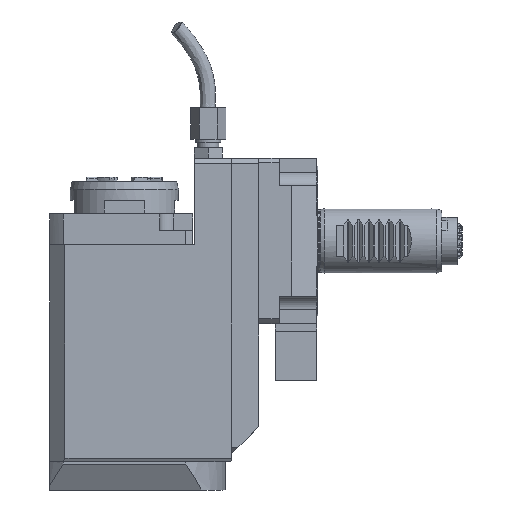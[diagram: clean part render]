
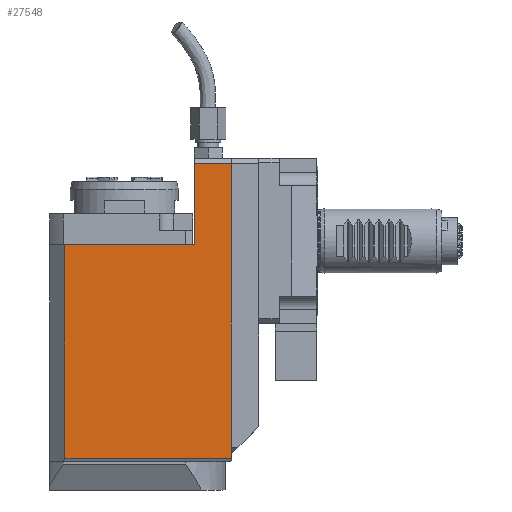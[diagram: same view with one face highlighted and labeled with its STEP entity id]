
A CAD part, left-side view. The second image highlights one B-rep face of the part: STEP entity #27548.
In plain terms, the highlighted planar face has unit normal (-1, 0, 0).
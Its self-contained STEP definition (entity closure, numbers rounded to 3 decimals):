
#1154 = VERTEX_POINT ( 'NONE', #22312 ) ;
#1270 = VERTEX_POINT ( 'NONE', #15306 ) ;
#1330 = ORIENTED_EDGE ( 'NONE', *, *, #14612, .T. ) ;
#2271 = ORIENTED_EDGE ( 'NONE', *, *, #29159, .T. ) ;
#2550 = ORIENTED_EDGE ( 'NONE', *, *, #12647, .F. ) ;
#3725 = VECTOR ( 'NONE', #19456, 1000. ) ;
#5740 = CARTESIAN_POINT ( 'NONE',  ( -32., 75., -1.5 ) ) ;
#5983 = VECTOR ( 'NONE', #28689, 1000. ) ;
#7674 = DIRECTION ( 'NONE',  ( 0., 0., -1. ) ) ;
#8088 = ORIENTED_EDGE ( 'NONE', *, *, #9997, .F. ) ;
#8759 = CARTESIAN_POINT ( 'NONE',  ( -32., 81., -1.5 ) ) ;
#9473 = CARTESIAN_POINT ( 'NONE',  ( -32., 25., -1.5 ) ) ;
#9977 = VERTEX_POINT ( 'NONE', #9473 ) ;
#9997 = EDGE_CURVE ( 'NONE', #14190, #9977, #32741, .T. ) ;
#10785 = DIRECTION ( 'NONE',  ( 0., 0., -1. ) ) ;
#10845 = CARTESIAN_POINT ( 'NONE',  ( -32., 25., 30. ) ) ;
#12647 = EDGE_CURVE ( 'NONE', #9977, #15637, #15847, .T. ) ;
#12730 = VECTOR ( 'NONE', #34203, 1000. ) ;
#13420 = LINE ( 'NONE', #24159, #13697 ) ;
#13697 = VECTOR ( 'NONE', #7674, 1000. ) ;
#14190 = VERTEX_POINT ( 'NONE', #5740 ) ;
#14612 = EDGE_CURVE ( 'NONE', #14190, #27074, #31307, .T. ) ;
#15306 = CARTESIAN_POINT ( 'NONE',  ( -32., 10.5, -84.201 ) ) ;
#15637 = VERTEX_POINT ( 'NONE', #10845 ) ;
#15721 = VECTOR ( 'NONE', #10785, 1000. ) ;
#15847 = LINE ( 'NONE', #18301, #23894 ) ;
#16195 = DIRECTION ( 'NONE',  ( 0., 0., 1. ) ) ;
#17105 = EDGE_CURVE ( 'NONE', #1154, #21258, #31969, .T. ) ;
#17669 = ORIENTED_EDGE ( 'NONE', *, *, #21271, .T. ) ;
#18301 = CARTESIAN_POINT ( 'NONE',  ( -32., 25., -1.5 ) ) ;
#19004 = DIRECTION ( 'NONE',  ( 0., 0., -1. ) ) ;
#19456 = DIRECTION ( 'NONE',  ( 0., -1., 0. ) ) ;
#19528 = PLANE ( 'NONE',  #25860 ) ;
#19747 = LINE ( 'NONE', #25184, #25868 ) ;
#20394 = CARTESIAN_POINT ( 'NONE',  ( -32., 52., -84.201 ) ) ;
#20891 = CARTESIAN_POINT ( 'NONE',  ( -32., 10.5, -80. ) ) ;
#21258 = VERTEX_POINT ( 'NONE', #20891 ) ;
#21271 = EDGE_CURVE ( 'NONE', #27074, #1270, #23537, .T. ) ;
#21606 = FACE_OUTER_BOUND ( 'NONE', #21794, .T. ) ;
#21617 = EDGE_CURVE ( 'NONE', #21258, #1270, #13420, .T. ) ;
#21794 = EDGE_LOOP ( 'NONE', ( #1330, #17669, #24921, #29612, #2271, #2550, #8088 ) ) ;
#22312 = CARTESIAN_POINT ( 'NONE',  ( -32., 10.5, 30. ) ) ;
#23447 = CARTESIAN_POINT ( 'NONE',  ( -32., 75., -84.201 ) ) ;
#23537 = LINE ( 'NONE', #20394, #12730 ) ;
#23894 = VECTOR ( 'NONE', #16195, 1000. ) ;
#24159 = CARTESIAN_POINT ( 'NONE',  ( -32., 10.5, -74. ) ) ;
#24921 = ORIENTED_EDGE ( 'NONE', *, *, #21617, .F. ) ;
#25184 = CARTESIAN_POINT ( 'NONE',  ( -32., 52., 30. ) ) ;
#25860 = AXIS2_PLACEMENT_3D ( 'NONE', #29997, #32288, #19004 ) ;
#25868 = VECTOR ( 'NONE', #30401, 1000. ) ;
#26071 = CARTESIAN_POINT ( 'NONE',  ( -32., 75., 0. ) ) ;
#27074 = VERTEX_POINT ( 'NONE', #23447 ) ;
#27548 = ADVANCED_FACE ( 'Defeature completata1_8', ( #21606 ), #19528, .F. ) ;
#28689 = DIRECTION ( 'NONE',  ( 0., 0., -1. ) ) ;
#29159 = EDGE_CURVE ( 'NONE', #1154, #15637, #19747, .T. ) ;
#29612 = ORIENTED_EDGE ( 'NONE', *, *, #17105, .F. ) ;
#29997 = CARTESIAN_POINT ( 'NONE',  ( -32., 52., 0. ) ) ;
#30401 = DIRECTION ( 'NONE',  ( 0., 1., 0. ) ) ;
#31307 = LINE ( 'NONE', #26071, #5983 ) ;
#31969 = LINE ( 'NONE', #32318, #15721 ) ;
#32288 = DIRECTION ( 'NONE',  ( 1., 0., 0. ) ) ;
#32318 = CARTESIAN_POINT ( 'NONE',  ( -32., 10.5, -74. ) ) ;
#32741 = LINE ( 'NONE', #8759, #3725 ) ;
#34203 = DIRECTION ( 'NONE',  ( 0., -1., 0. ) ) ;
